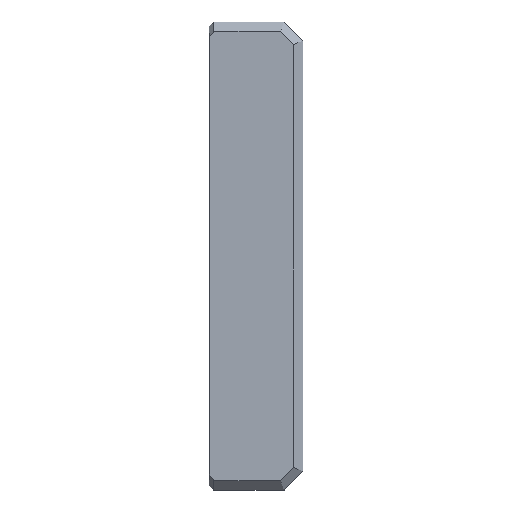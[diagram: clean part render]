
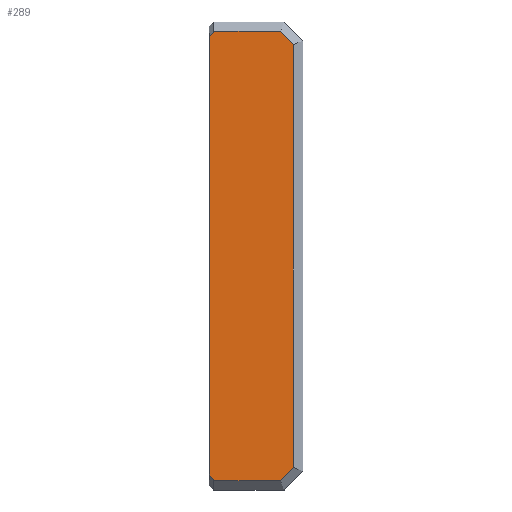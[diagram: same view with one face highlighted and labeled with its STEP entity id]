
A CAD part, top view. The second image highlights one B-rep face of the part: STEP entity #289.
In plain terms, the highlighted planar face has unit normal (0, 0, 1).
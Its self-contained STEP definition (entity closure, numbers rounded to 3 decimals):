
#19=FACE_OUTER_BOUND('',#36,.T.);
#36=EDGE_LOOP('',(#206,#207,#208,#209,#210,#211,#212,#213));
#54=LINE('',#422,#93);
#59=LINE('',#432,#98);
#61=LINE('',#436,#100);
#62=LINE('',#438,#101);
#63=LINE('',#440,#102);
#64=LINE('',#442,#103);
#65=LINE('',#444,#104);
#66=LINE('',#445,#105);
#93=VECTOR('',#344,10.);
#98=VECTOR('',#353,10.);
#100=VECTOR('',#357,10.);
#101=VECTOR('',#358,10.);
#102=VECTOR('',#359,10.);
#103=VECTOR('',#360,10.);
#104=VECTOR('',#361,10.);
#105=VECTOR('',#362,10.);
#131=VERTEX_POINT('',#419);
#132=VERTEX_POINT('',#421);
#135=VERTEX_POINT('',#431);
#136=VERTEX_POINT('',#435);
#137=VERTEX_POINT('',#437);
#138=VERTEX_POINT('',#439);
#139=VERTEX_POINT('',#441);
#140=VERTEX_POINT('',#443);
#156=EDGE_CURVE('',#131,#132,#54,.T.);
#161=EDGE_CURVE('',#132,#135,#59,.T.);
#163=EDGE_CURVE('',#136,#131,#61,.T.);
#164=EDGE_CURVE('',#137,#136,#62,.T.);
#165=EDGE_CURVE('',#138,#137,#63,.T.);
#166=EDGE_CURVE('',#139,#138,#64,.T.);
#167=EDGE_CURVE('',#140,#139,#65,.T.);
#168=EDGE_CURVE('',#135,#140,#66,.T.);
#206=ORIENTED_EDGE('',*,*,#156,.F.);
#207=ORIENTED_EDGE('',*,*,#163,.F.);
#208=ORIENTED_EDGE('',*,*,#164,.F.);
#209=ORIENTED_EDGE('',*,*,#165,.F.);
#210=ORIENTED_EDGE('',*,*,#166,.F.);
#211=ORIENTED_EDGE('',*,*,#167,.F.);
#212=ORIENTED_EDGE('',*,*,#168,.F.);
#213=ORIENTED_EDGE('',*,*,#161,.F.);
#272=PLANE('',#320);
#289=ADVANCED_FACE('',(#19),#272,.T.);
#320=AXIS2_PLACEMENT_3D('',#434,#355,#356);
#344=DIRECTION('',(0.577,0.816,0.));
#353=DIRECTION('',(1.,0.,0.));
#355=DIRECTION('center_axis',(0.,0.,1.));
#356=DIRECTION('ref_axis',(1.,0.,0.));
#357=DIRECTION('',(0.,1.,0.));
#358=DIRECTION('',(-0.577,0.816,0.));
#359=DIRECTION('',(-1.,0.,0.));
#360=DIRECTION('',(-0.707,-0.707,0.));
#361=DIRECTION('',(0.,-1.,0.));
#362=DIRECTION('',(0.707,-0.707,0.));
#419=CARTESIAN_POINT('',(0.,48.293,4.));
#421=CARTESIAN_POINT('',(0.5,49.,4.));
#422=CARTESIAN_POINT('',(-4.137,42.443,4.));
#431=CARTESIAN_POINT('',(7.586,49.,4.));
#432=CARTESIAN_POINT('',(7.5,49.,4.));
#434=CARTESIAN_POINT('Origin',(5.,25.,4.));
#435=CARTESIAN_POINT('',(0.,1.707,4.));
#436=CARTESIAN_POINT('',(0.,37.5,4.));
#437=CARTESIAN_POINT('',(0.5,1.,4.));
#438=CARTESIAN_POINT('',(-7.083,11.724,4.));
#439=CARTESIAN_POINT('',(7.586,1.,4.));
#440=CARTESIAN_POINT('',(2.5,1.,4.));
#441=CARTESIAN_POINT('',(9.,2.414,4.));
#442=CARTESIAN_POINT('',(13.293,6.707,4.));
#443=CARTESIAN_POINT('',(9.,47.586,4.));
#444=CARTESIAN_POINT('',(9.,12.5,4.));
#445=CARTESIAN_POINT('',(13.293,43.293,4.));
